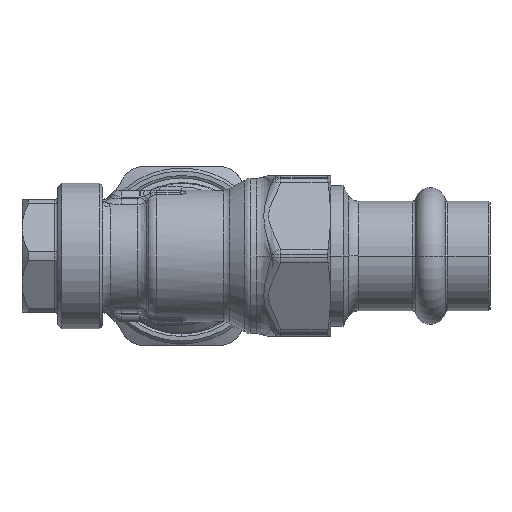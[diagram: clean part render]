
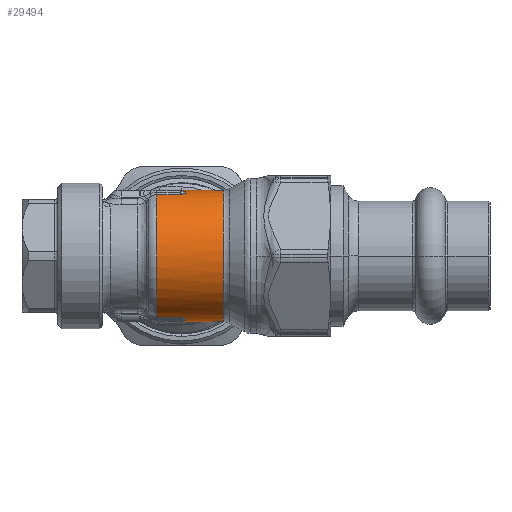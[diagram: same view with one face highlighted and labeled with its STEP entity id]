
A CAD part, left-side view. The second image highlights one B-rep face of the part: STEP entity #29494.
In plain terms, the highlighted cylindrical face has radius 11 mm (diameter 22 mm), a partial arc.
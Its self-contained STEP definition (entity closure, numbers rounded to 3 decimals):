
#4405=DIRECTION('',(0.,-1.,0.));
#4406=VECTOR('',#4405,0.2);
#4407=CARTESIAN_POINT('',(0.,0.2,11.));
#4408=LINE('',#4407,#4406);
#5111=DIRECTION('',(0.,1.,0.));
#5112=VECTOR('',#5111,3.972);
#5113=CARTESIAN_POINT('',(-3.788,0.2,
10.327));
#5114=LINE('',#5113,#5112);
#5130=CARTESIAN_POINT('',(-3.788,0.2,
10.327));
#5137=CARTESIAN_POINT('',(-3.757,0.047,
10.338));
#5138=CARTESIAN_POINT('',(-3.761,0.063,
10.337));
#5139=CARTESIAN_POINT('',(-3.767,0.096,
10.335));
#5140=CARTESIAN_POINT('',(-3.778,0.148,
10.331));
#5141=CARTESIAN_POINT('',(-3.785,0.182,
10.328));
#5142=CARTESIAN_POINT('',(-3.788,0.2,
10.327));
#5164=CARTESIAN_POINT('',(-2.079,-0.616,
10.802));
#5165=CARTESIAN_POINT('',(-2.172,-0.65,
10.784));
#5166=CARTESIAN_POINT('',(-2.364,-0.699,
10.745));
#5167=CARTESIAN_POINT('',(-2.697,-0.716,
10.666));
#5168=CARTESIAN_POINT('',(-3.006,-0.666,
10.583));
#5169=CARTESIAN_POINT('',(-3.259,-0.57,
10.507));
#5170=CARTESIAN_POINT('',(-3.461,-0.439,
10.442));
#5171=CARTESIAN_POINT('',(-3.61,-0.286,
10.391));
#5172=CARTESIAN_POINT('',(-3.709,-0.122,
10.356));
#5173=CARTESIAN_POINT('',(-3.746,-0.01,
10.343));
#5174=CARTESIAN_POINT('',(-3.757,0.047,
10.338));
#5280=CARTESIAN_POINT('',(0.,0.2,11.));
#5281=CARTESIAN_POINT('',(-0.24,0.103,
11.));
#5282=CARTESIAN_POINT('',(-0.715,-0.09,
10.984));
#5283=CARTESIAN_POINT('',(-1.416,-0.367,
10.916));
#5284=CARTESIAN_POINT('',(-1.861,-0.536,
10.844));
#5285=CARTESIAN_POINT('',(-2.079,-0.616,
10.802));
#5287=CARTESIAN_POINT('',(5.893,-6.964,9.288));
#5288=CARTESIAN_POINT('',(5.485,-6.482,9.547));
#5289=CARTESIAN_POINT('',(4.62,-5.46,10.021));
#5290=CARTESIAN_POINT('',(3.169,-3.746,10.573));
#5291=CARTESIAN_POINT('',(1.615,-1.909,10.92));
#5292=CARTESIAN_POINT('',(0.544,-0.643,
11.));
#5293=CARTESIAN_POINT('',(0.,0.,11.));
#5365=DIRECTION('',(0.,-1.,0.));
#5366=VECTOR('',#5365,0.2);
#5367=CARTESIAN_POINT('',(0.,0.2,-11.));
#5368=LINE('',#5367,#5366);
#5548=DIRECTION('',(0.,1.,0.));
#5549=VECTOR('',#5548,3.972);
#5550=CARTESIAN_POINT('',(-3.788,0.2,
-10.327));
#5551=LINE('',#5550,#5549);
#5562=CARTESIAN_POINT('',(-3.788,0.2,
-10.327));
#5564=CARTESIAN_POINT('',(-3.757,0.047,
-10.338));
#5565=CARTESIAN_POINT('',(-3.761,0.063,
-10.337));
#5566=CARTESIAN_POINT('',(-3.767,0.096,
-10.335));
#5567=CARTESIAN_POINT('',(-3.778,0.148,
-10.331));
#5568=CARTESIAN_POINT('',(-3.785,0.182,
-10.328));
#5569=CARTESIAN_POINT('',(-3.788,0.2,
-10.327));
#5591=CARTESIAN_POINT('',(-2.079,-0.616,
-10.802));
#5592=CARTESIAN_POINT('',(-2.172,-0.65,
-10.784));
#5593=CARTESIAN_POINT('',(-2.364,-0.699,
-10.745));
#5594=CARTESIAN_POINT('',(-2.697,-0.716,
-10.666));
#5595=CARTESIAN_POINT('',(-3.006,-0.666,
-10.583));
#5596=CARTESIAN_POINT('',(-3.259,-0.57,
-10.507));
#5597=CARTESIAN_POINT('',(-3.461,-0.439,
-10.442));
#5598=CARTESIAN_POINT('',(-3.61,-0.286,
-10.391));
#5599=CARTESIAN_POINT('',(-3.709,-0.122,
-10.356));
#5600=CARTESIAN_POINT('',(-3.746,-0.01,
-10.343));
#5601=CARTESIAN_POINT('',(-3.757,0.047,
-10.338));
#5608=CARTESIAN_POINT('',(0.,0.2,-11.));
#5615=CARTESIAN_POINT('',(0.,0.2,-11.));
#5616=CARTESIAN_POINT('',(-0.24,0.103,
-11.));
#5617=CARTESIAN_POINT('',(-0.715,-0.09,
-10.984));
#5618=CARTESIAN_POINT('',(-1.416,-0.367,
-10.916));
#5619=CARTESIAN_POINT('',(-1.861,-0.536,
-10.844));
#5620=CARTESIAN_POINT('',(-2.079,-0.616,
-10.802));
#7282=CARTESIAN_POINT('',(0.,4.172,0.));
#7283=DIRECTION('',(0.,-1.,0.));
#7284=DIRECTION('',(-0.344,0.,0.939));
#7285=AXIS2_PLACEMENT_3D('',#7282,#7283,#7284);
#13352=CARTESIAN_POINT('',(5.893,-6.964,
-9.288));
#13353=CARTESIAN_POINT('',(5.485,-6.482,
-9.547));
#13354=CARTESIAN_POINT('',(4.62,-5.46,
-10.021));
#13355=CARTESIAN_POINT('',(3.169,-3.746,
-10.573));
#13356=CARTESIAN_POINT('',(1.615,-1.909,
-10.92));
#13357=CARTESIAN_POINT('',(0.544,-0.643,
-11.));
#13358=CARTESIAN_POINT('',(0.,0.,-11.));
#13373=CARTESIAN_POINT('',(0.,-6.964,0.));
#13374=DIRECTION('',(0.,1.,0.));
#13375=DIRECTION('',(0.536,0.,-0.844));
#13376=AXIS2_PLACEMENT_3D('',#13373,#13374,#13375);
#21229=CARTESIAN_POINT('',(0.,0.,11.));
#21230=VERTEX_POINT('',#21229);
#21231=VERTEX_POINT('',#5280);
#21232=VERTEX_POINT('',#5285);
#21234=VERTEX_POINT('',#5130);
#21235=VERTEX_POINT('',#5137);
#21238=CARTESIAN_POINT('',(-3.788,4.172,
10.327));
#21239=VERTEX_POINT('',#21238);
#21276=CARTESIAN_POINT('',(0.,0.,-11.));
#21277=VERTEX_POINT('',#21276);
#21278=VERTEX_POINT('',#5608);
#21280=VERTEX_POINT('',#5620);
#21282=VERTEX_POINT('',#5562);
#21283=VERTEX_POINT('',#5564);
#21286=CARTESIAN_POINT('',(-3.788,4.172,
-10.327));
#21287=VERTEX_POINT('',#21286);
#22687=CARTESIAN_POINT('',(5.893,-6.964,
9.288));
#22688=VERTEX_POINT('',#22687);
#22708=CARTESIAN_POINT('',(5.893,-6.964,
-9.288));
#22709=VERTEX_POINT('',#22708);
#29464=CARTESIAN_POINT('',(0.,-1.221,0.));
#29465=DIRECTION('',(0.,1.,0.));
#29466=DIRECTION('',(1.,0.,0.));
#29467=AXIS2_PLACEMENT_3D('',#29464,#29465,#29466);
#29468=CYLINDRICAL_SURFACE('',#29467,11.);
#29469=ORIENTED_EDGE('',*,*,#27786,.T.);
#29471=ORIENTED_EDGE('',*,*,#29470,.F.);
#29473=ORIENTED_EDGE('',*,*,#29472,.F.);
#29475=ORIENTED_EDGE('',*,*,#29474,.T.);
#29477=ORIENTED_EDGE('',*,*,#29476,.F.);
#29479=ORIENTED_EDGE('',*,*,#29478,.T.);
#29481=ORIENTED_EDGE('',*,*,#29480,.T.);
#29483=ORIENTED_EDGE('',*,*,#29482,.T.);
#29485=ORIENTED_EDGE('',*,*,#29484,.T.);
#29487=ORIENTED_EDGE('',*,*,#29486,.F.);
#29488=ORIENTED_EDGE('',*,*,#29077,.F.);
#29489=ORIENTED_EDGE('',*,*,#29153,.F.);
#29490=ORIENTED_EDGE('',*,*,#29219,.F.);
#29491=ORIENTED_EDGE('',*,*,#29458,.F.);
#29492=EDGE_LOOP('',(#29469,#29471,#29473,#29475,#29477,#29479,#29481,#29483,
#29485,#29487,#29488,#29489,#29490,#29491));
#29493=FACE_OUTER_BOUND('',#29492,.F.);
#29494=ADVANCED_FACE('',(#29493),#29468,.T.);
#5143=B_SPLINE_CURVE_WITH_KNOTS('',3,(#5137,#5138,#5139,#5140,#5141,#5142),
.UNSPECIFIED.,.F.,.F.,(4,1,1,4),(0.,0.333,0.667,1.),
.UNSPECIFIED.);
#5175=B_SPLINE_CURVE_WITH_KNOTS('',3,(#5164,#5165,#5166,#5167,#5168,#5169,#5170,
#5171,#5172,#5173,#5174),.UNSPECIFIED.,.F.,.F.,(4,1,1,1,1,1,1,1,4),(0.,
0.125,0.25,0.375,0.5,0.625,0.75,0.875,1.),.UNSPECIFIED.);
#5286=B_SPLINE_CURVE_WITH_KNOTS('',3,(#5280,#5281,#5282,#5283,#5284,#5285),
.UNSPECIFIED.,.F.,.F.,(4,1,1,4),(0.,0.333,0.667,1.),
.UNSPECIFIED.);
#5294=B_SPLINE_CURVE_WITH_KNOTS('',3,(#5287,#5288,#5289,#5290,#5291,#5292,
#5293),.UNSPECIFIED.,.F.,.F.,(4,1,1,1,4),(0.,0.25,0.5,0.75,1.),
.UNSPECIFIED.);
#5570=B_SPLINE_CURVE_WITH_KNOTS('',3,(#5564,#5565,#5566,#5567,#5568,#5569),
.UNSPECIFIED.,.F.,.F.,(4,1,1,4),(0.,0.333,0.667,1.),
.UNSPECIFIED.);
#5602=B_SPLINE_CURVE_WITH_KNOTS('',3,(#5591,#5592,#5593,#5594,#5595,#5596,#5597,
#5598,#5599,#5600,#5601),.UNSPECIFIED.,.F.,.F.,(4,1,1,1,1,1,1,1,4),(0.,
0.125,0.25,0.375,0.5,0.625,0.75,0.875,1.),.UNSPECIFIED.);
#5621=B_SPLINE_CURVE_WITH_KNOTS('',3,(#5615,#5616,#5617,#5618,#5619,#5620),
.UNSPECIFIED.,.F.,.F.,(4,1,1,4),(0.,0.333,0.667,1.),
.UNSPECIFIED.);
#7286=CIRCLE('',#7285,11.);
#13359=B_SPLINE_CURVE_WITH_KNOTS('',3,(#13352,#13353,#13354,#13355,#13356,
#13357,#13358),.UNSPECIFIED.,.F.,.F.,(4,1,1,1,4),(0.,0.25,0.5,0.75,
1.),.UNSPECIFIED.);
#13377=CIRCLE('',#13376,11.);
#27786=EDGE_CURVE('',#21231,#21230,#4408,.T.);
#29077=EDGE_CURVE('',#21234,#21239,#5114,.T.);
#29153=EDGE_CURVE('',#21235,#21234,#5143,.T.);
#29219=EDGE_CURVE('',#21232,#21235,#5175,.T.);
#29458=EDGE_CURVE('',#21231,#21232,#5286,.T.);
#29470=EDGE_CURVE('',#22688,#21230,#5294,.T.);
#29472=EDGE_CURVE('',#22709,#22688,#13377,.T.);
#29474=EDGE_CURVE('',#22709,#21277,#13359,.T.);
#29476=EDGE_CURVE('',#21278,#21277,#5368,.T.);
#29478=EDGE_CURVE('',#21278,#21280,#5621,.T.);
#29480=EDGE_CURVE('',#21280,#21283,#5602,.T.);
#29482=EDGE_CURVE('',#21283,#21282,#5570,.T.);
#29484=EDGE_CURVE('',#21282,#21287,#5551,.T.);
#29486=EDGE_CURVE('',#21239,#21287,#7286,.T.);
